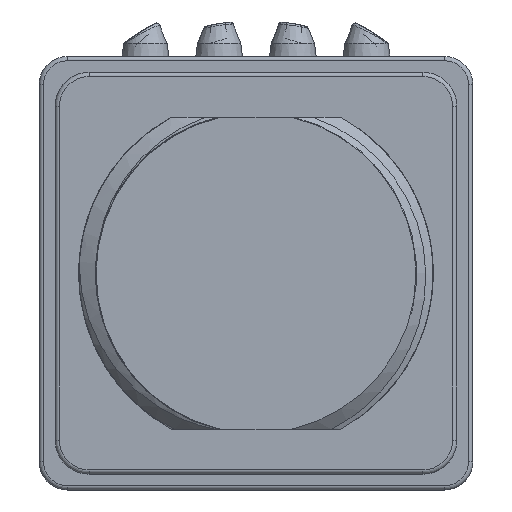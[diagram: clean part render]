
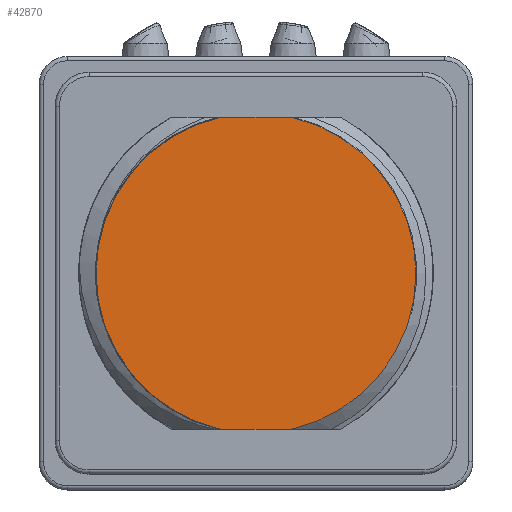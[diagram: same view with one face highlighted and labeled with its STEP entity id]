
A CAD part, front view. The second image highlights one B-rep face of the part: STEP entity #42870.
In plain terms, the highlighted planar face has unit normal (0, -1, 0).
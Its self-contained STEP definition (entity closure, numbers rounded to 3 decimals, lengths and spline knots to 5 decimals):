
#12526=DIRECTION('',(-1.,0.,0.));
#12527=VECTOR('',#12526,0.162);
#12528=CARTESIAN_POINT('',(0.081,-0.38,-0.36));
#12529=LINE('',#12528,#12527);
#12543=DIRECTION('',(-1.,0.,0.));
#12544=VECTOR('',#12543,0.162);
#12545=CARTESIAN_POINT('',(0.081,-0.38,0.36));
#12546=LINE('',#12545,#12544);
#13301=CARTESIAN_POINT('',(0.,-0.38,0.));
#13302=DIRECTION('',(0.,-1.,0.));
#13303=DIRECTION('',(-0.22,0.,0.976));
#13304=AXIS2_PLACEMENT_3D('',#13301,#13302,#13303);
#13340=CARTESIAN_POINT('',(0.,-0.38,0.));
#13341=DIRECTION('',(0.,-1.,0.));
#13342=DIRECTION('',(0.22,0.,-0.976));
#13343=AXIS2_PLACEMENT_3D('',#13340,#13341,#13342);
#15313=CARTESIAN_POINT('',(-0.081,-0.38,0.36));
#15314=CARTESIAN_POINT('',(-0.081,-0.38,-0.36));
#15315=VERTEX_POINT('',#15313);
#15316=VERTEX_POINT('',#15314);
#15317=CARTESIAN_POINT('',(0.081,-0.38,0.36));
#15318=VERTEX_POINT('',#15317);
#15319=CARTESIAN_POINT('',(0.081,-0.38,-0.36));
#15320=VERTEX_POINT('',#15319);
#42859=CARTESIAN_POINT('',(0.,-0.38,0.));
#42860=DIRECTION('',(0.,-1.,0.));
#42861=DIRECTION('',(-1.,0.,0.));
#42862=AXIS2_PLACEMENT_3D('',#42859,#42860,#42861);
#42863=PLANE('',#42862);
#42864=ORIENTED_EDGE('',*,*,#42416,.F.);
#42865=ORIENTED_EDGE('',*,*,#39386,.F.);
#42866=ORIENTED_EDGE('',*,*,#42429,.F.);
#42867=ORIENTED_EDGE('',*,*,#39283,.T.);
#42868=EDGE_LOOP('',(#42864,#42865,#42866,#42867));
#42869=FACE_OUTER_BOUND('',#42868,.F.);
#42870=ADVANCED_FACE('',(#42869),#42863,.T.);
#13305=CIRCLE('',#13304,0.369);
#13344=CIRCLE('',#13343,0.369);
#39283=EDGE_CURVE('',#15320,#15316,#12529,.T.);
#39386=EDGE_CURVE('',#15318,#15315,#12546,.T.);
#42416=EDGE_CURVE('',#15315,#15316,#13305,.T.);
#42429=EDGE_CURVE('',#15320,#15318,#13344,.T.);
